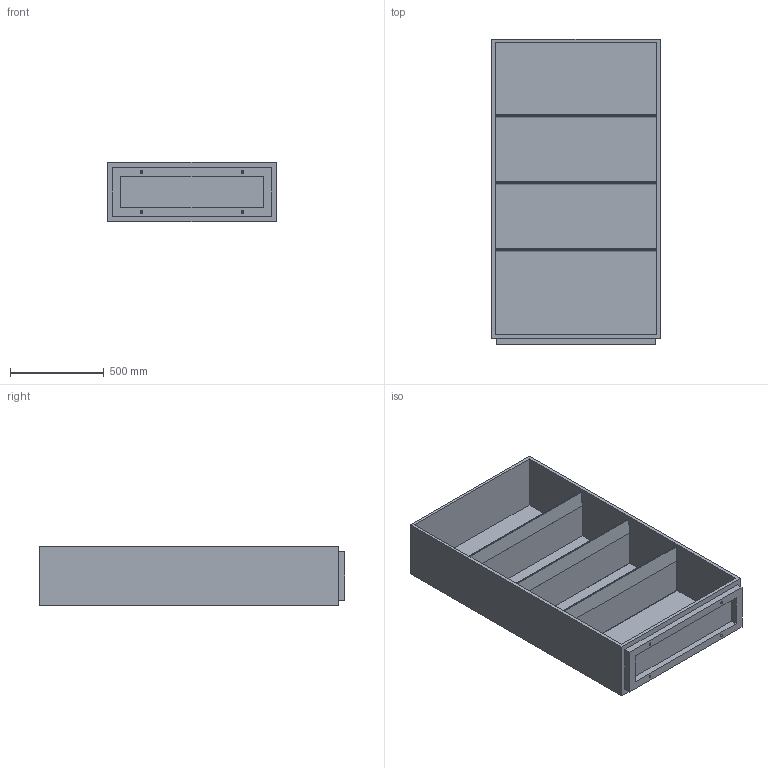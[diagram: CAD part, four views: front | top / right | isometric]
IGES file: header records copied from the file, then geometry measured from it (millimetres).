
Start section: SolidWorks IGES file using analytic representation for surfaces
Global section: file name: COLOR FALL LIBRERIA.IGS; native system: SolidWorks 2016; preprocessor: SolidWorks 2016; author: serena.trevisiol; date: 170330.175416; units: millimetre
Bounding box: 900 x 1635 x 320 mm (x, y, z)
Surface area: 7891501.4 mm2 (no closed solid volume)
Topology: 0 solids, 0 shells, 145 faces, 1560 edges, 1552 vertices
Faces by surface type: bspline 76, revolution 69
